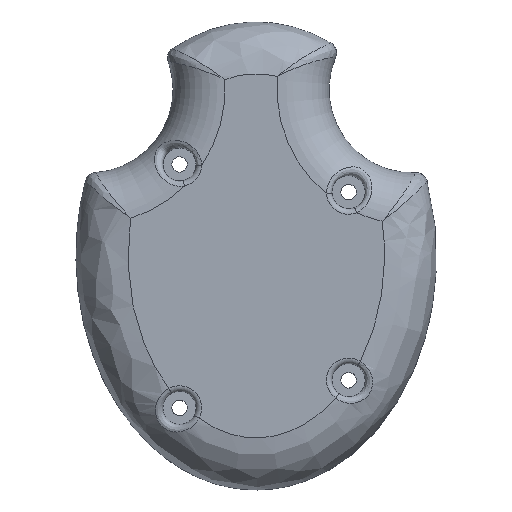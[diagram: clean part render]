
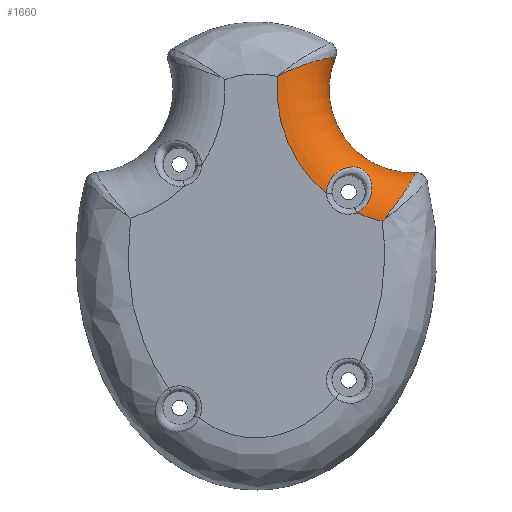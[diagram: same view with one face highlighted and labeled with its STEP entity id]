
A CAD part, top view. The second image highlights one B-rep face of the part: STEP entity #1660.
In plain terms, the highlighted toroidal (fillet/blend) face has major radius 24.44 mm and minor radius 9.4 mm.
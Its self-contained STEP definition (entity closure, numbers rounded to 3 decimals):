
#15=TOROIDAL_SURFACE('',#1819,24.44,9.4);
#118=CIRCLE('',#1790,24.44);
#120=CIRCLE('',#1792,24.44);
#133=CIRCLE('',#1817,15.04);
#274=FACE_OUTER_BOUND('',#388,.T.);
#388=EDGE_LOOP('',(#1320,#1321,#1322,#1323,#1324,#1325));
#622=B_SPLINE_CURVE_WITH_KNOTS('',3,(#3863,#3864,#3865,#3866,#3867,#3868,
#3869,#3870,#3871,#3872,#3873,#3874,#3875,#3876),.UNSPECIFIED.,.F.,.F.,
(4,2,2,2,2,2,4),(-0.001,0.,0.036,0.299,
0.63,1.004,1.342),.UNSPECIFIED.);
#624=B_SPLINE_CURVE_WITH_KNOTS('',3,(#3945,#3946,#3947,#3948,#3949,#3950,
#3951,#3952,#3953,#3954),.UNSPECIFIED.,.F.,.F.,(4,2,2,2,4),(0.,
0.337,0.702,1.297,1.299),
 .UNSPECIFIED.);
#626=B_SPLINE_CURVE_WITH_KNOTS('',3,(#3966,#3967,#3968,#3969,#3970,#3971,
#3972,#3973,#3974,#3975,#3976,#3977,#3978,#3979,#3980,#3981,#3982),
 .UNSPECIFIED.,.F.,.F.,(4,1,1,1,1,1,1,1,1,1,1,1,1,1,4),(-1.916,
-1.642,-1.369,-1.232,-1.163,
-1.095,-0.958,-0.821,-0.787,
-0.753,-0.684,-0.547,-0.411,
-0.274,0.),.UNSPECIFIED.);
#728=VERTEX_POINT('',#3417);
#729=VERTEX_POINT('',#3442);
#730=VERTEX_POINT('',#3444);
#731=VERTEX_POINT('',#3446);
#748=VERTEX_POINT('',#3787);
#749=VERTEX_POINT('',#3878);
#922=EDGE_CURVE('',#728,#729,#118,.T.);
#924=EDGE_CURVE('',#730,#731,#120,.T.);
#957=EDGE_CURVE('',#731,#748,#622,.T.);
#958=EDGE_CURVE('',#748,#749,#133,.T.);
#961=EDGE_CURVE('',#749,#728,#624,.T.);
#963=EDGE_CURVE('',#729,#730,#626,.T.);
#1320=ORIENTED_EDGE('',*,*,#957,.F.);
#1321=ORIENTED_EDGE('',*,*,#924,.F.);
#1322=ORIENTED_EDGE('',*,*,#963,.F.);
#1323=ORIENTED_EDGE('',*,*,#922,.F.);
#1324=ORIENTED_EDGE('',*,*,#961,.F.);
#1325=ORIENTED_EDGE('',*,*,#958,.F.);
#1660=ADVANCED_FACE('',(#274),#15,.T.);
#1790=AXIS2_PLACEMENT_3D('',#3443,#2066,#2067);
#1792=AXIS2_PLACEMENT_3D('',#3447,#2070,#2071);
#1817=AXIS2_PLACEMENT_3D('',#3879,#2122,#2123);
#1819=AXIS2_PLACEMENT_3D('',#3965,#2126,#2127);
#2066=DIRECTION('center_axis',(0.,0.,-1.));
#2067=DIRECTION('ref_axis',(-0.824,-0.566,0.));
#2070=DIRECTION('center_axis',(0.,0.,-1.));
#2071=DIRECTION('ref_axis',(-0.824,-0.566,0.));
#2122=DIRECTION('center_axis',(0.,0.,1.));
#2123=DIRECTION('ref_axis',(-0.824,-0.566,0.));
#2126=DIRECTION('center_axis',(0.,0.,-1.));
#2127=DIRECTION('ref_axis',(-0.824,-0.566,0.));
#3417=CARTESIAN_POINT('',(88.195,-60.219,-0.576));
#3442=CARTESIAN_POINT('',(83.592,-58.672,-0.576));
#3443=CARTESIAN_POINT('Origin',(93.643,-36.394,-0.576));
#3444=CARTESIAN_POINT('',(78.147,-55.294,-0.576));
#3446=CARTESIAN_POINT('',(69.315,-34.054,-0.576));
#3447=CARTESIAN_POINT('Origin',(93.643,-36.394,-0.576));
#3787=CARTESIAN_POINT('',(79.804,-30.504,-9.976));
#3863=CARTESIAN_POINT('Ctrl Pts',(69.315,-34.054,-0.576));
#3864=CARTESIAN_POINT('Ctrl Pts',(69.32,-34.052,-0.576));
#3865=CARTESIAN_POINT('Ctrl Pts',(69.325,-34.049,-0.576));
#3866=CARTESIAN_POINT('Ctrl Pts',(69.454,-33.981,-0.577));
#3867=CARTESIAN_POINT('Ctrl Pts',(69.577,-33.917,-0.579));
#3868=CARTESIAN_POINT('Ctrl Pts',(70.614,-33.383,-0.617));
#3869=CARTESIAN_POINT('Ctrl Pts',(71.539,-32.952,-0.767));
#3870=CARTESIAN_POINT('Ctrl Pts',(73.593,-32.095,-1.375));
#3871=CARTESIAN_POINT('Ctrl Pts',(74.716,-31.695,-1.899));
#3872=CARTESIAN_POINT('Ctrl Pts',(76.928,-31.048,-3.458));
#3873=CARTESIAN_POINT('Ctrl Pts',(77.983,-30.821,-4.558));
#3874=CARTESIAN_POINT('Ctrl Pts',(79.405,-30.559,-7.113));
#3875=CARTESIAN_POINT('Ctrl Pts',(79.808,-30.506,-8.531));
#3876=CARTESIAN_POINT('Ctrl Pts',(79.804,-30.504,-9.976));
#3878=CARTESIAN_POINT('',(94.286,-51.421,-9.976));
#3879=CARTESIAN_POINT('Origin',(93.643,-36.394,-9.976));
#3945=CARTESIAN_POINT('Ctrl Pts',(94.286,-51.421,-9.976));
#3946=CARTESIAN_POINT('Ctrl Pts',(94.285,-51.418,-8.538));
#3947=CARTESIAN_POINT('Ctrl Pts',(94.113,-51.769,-7.122));
#3948=CARTESIAN_POINT('Ctrl Pts',(93.436,-53.008,-4.573));
#3949=CARTESIAN_POINT('Ctrl Pts',(92.914,-53.911,-3.468));
#3950=CARTESIAN_POINT('Ctrl Pts',(91.185,-56.554,-1.271));
#3951=CARTESIAN_POINT('Ctrl Pts',(89.747,-58.401,-0.586));
#3952=CARTESIAN_POINT('Ctrl Pts',(88.203,-60.211,-0.576));
#3953=CARTESIAN_POINT('Ctrl Pts',(88.199,-60.215,-0.576));
#3954=CARTESIAN_POINT('Ctrl Pts',(88.195,-60.219,-0.576));
#3965=CARTESIAN_POINT('Origin',(93.643,-36.394,-9.976));
#3966=CARTESIAN_POINT('Ctrl Pts',(83.592,-58.672,-0.576));
#3967=CARTESIAN_POINT('Ctrl Pts',(84.473,-58.268,-0.576));
#3968=CARTESIAN_POINT('Ctrl Pts',(85.993,-56.774,-0.777));
#3969=CARTESIAN_POINT('Ctrl Pts',(86.46,-54.397,-1.949));
#3970=CARTESIAN_POINT('Ctrl Pts',(86.209,-53.001,-2.935));
#3971=CARTESIAN_POINT('Ctrl Pts',(85.908,-52.257,-3.47));
#3972=CARTESIAN_POINT('Ctrl Pts',(85.5,-51.569,-3.951));
#3973=CARTESIAN_POINT('Ctrl Pts',(84.706,-50.799,-4.317));
#3974=CARTESIAN_POINT('Ctrl Pts',(83.766,-50.466,-3.987));
#3975=CARTESIAN_POINT('Ctrl Pts',(83.164,-50.394,-3.649));
#3976=CARTESIAN_POINT('Ctrl Pts',(82.762,-50.377,-3.402));
#3977=CARTESIAN_POINT('Ctrl Pts',(82.066,-50.432,-2.933));
#3978=CARTESIAN_POINT('Ctrl Pts',(81.081,-50.72,-2.23));
#3979=CARTESIAN_POINT('Ctrl Pts',(79.943,-51.409,-1.479));
#3980=CARTESIAN_POINT('Ctrl Pts',(78.608,-52.811,-0.727));
#3981=CARTESIAN_POINT('Ctrl Pts',(78.117,-54.325,-0.576));
#3982=CARTESIAN_POINT('Ctrl Pts',(78.147,-55.294,-0.576));
